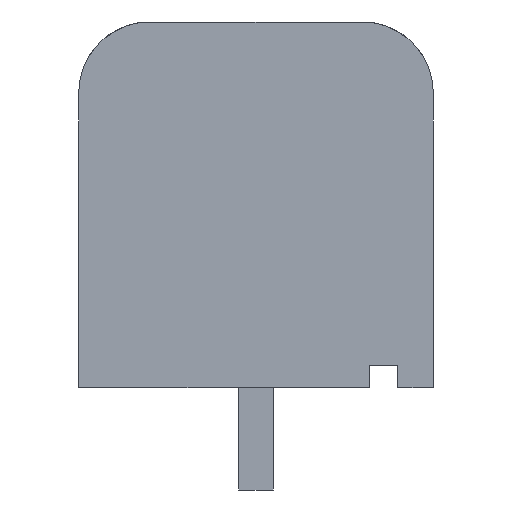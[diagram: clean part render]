
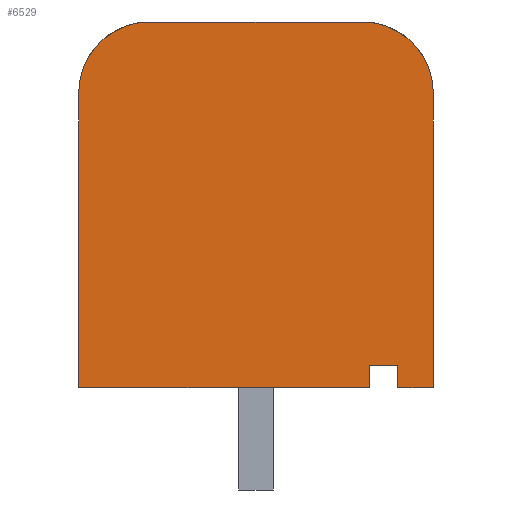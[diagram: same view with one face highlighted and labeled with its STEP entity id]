
A CAD part, left-side view. The second image highlights one B-rep face of the part: STEP entity #6529.
In plain terms, the highlighted planar face has unit normal (-1, 0, 0).
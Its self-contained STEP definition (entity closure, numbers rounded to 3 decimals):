
#129=CIRCLE('',#6689,3.175);
#159=CIRCLE('',#6738,3.175);
#534=FACE_OUTER_BOUND('',#873,.T.);
#873=EDGE_LOOP('',(#5237,#5238,#5239,#5240,#5241,#5242,#5243,#5244,#5245,
#5246));
#1151=LINE('',#9254,#1843);
#1161=LINE('',#9274,#1853);
#1171=LINE('',#9294,#1863);
#1191=LINE('',#9330,#1883);
#1369=LINE('',#10743,#2061);
#1378=LINE('',#10761,#2070);
#1385=LINE('',#10775,#2077);
#1389=LINE('',#10784,#2081);
#1843=VECTOR('',#7492,13.208);
#1853=VECTOR('',#7510,13.018);
#1863=VECTOR('',#7528,1.016);
#1883=VECTOR('',#7552,1.27);
#2061=VECTOR('',#7930,9.525);
#2070=VECTOR('',#7949,1.016);
#2077=VECTOR('',#7964,1.588);
#2081=VECTOR('',#7976,13.208);
#2427=VERTEX_POINT('',#8914);
#2428=VERTEX_POINT('',#8916);
#2554=VERTEX_POINT('',#9214);
#2555=VERTEX_POINT('',#9216);
#2565=VERTEX_POINT('',#9252);
#2571=VERTEX_POINT('',#9272);
#2577=VERTEX_POINT('',#9292);
#2591=VERTEX_POINT('',#9328);
#2743=VERTEX_POINT('',#10759);
#2746=VERTEX_POINT('',#10773);
#3033=EDGE_CURVE('',#2427,#2428,#129,.T.);
#3187=EDGE_CURVE('',#2554,#2555,#159,.T.);
#3205=EDGE_CURVE('',#2565,#2554,#1151,.T.);
#3215=EDGE_CURVE('',#2571,#2565,#1161,.T.);
#3225=EDGE_CURVE('',#2577,#2571,#1171,.T.);
#3245=EDGE_CURVE('',#2591,#2577,#1191,.T.);
#3476=EDGE_CURVE('',#2555,#2427,#1369,.T.);
#3485=EDGE_CURVE('',#2743,#2591,#1378,.T.);
#3492=EDGE_CURVE('',#2746,#2743,#1385,.T.);
#3496=EDGE_CURVE('',#2428,#2746,#1389,.T.);
#5237=ORIENTED_EDGE('',*,*,#3187,.F.);
#5238=ORIENTED_EDGE('',*,*,#3205,.F.);
#5239=ORIENTED_EDGE('',*,*,#3215,.F.);
#5240=ORIENTED_EDGE('',*,*,#3225,.F.);
#5241=ORIENTED_EDGE('',*,*,#3245,.F.);
#5242=ORIENTED_EDGE('',*,*,#3485,.F.);
#5243=ORIENTED_EDGE('',*,*,#3492,.F.);
#5244=ORIENTED_EDGE('',*,*,#3496,.F.);
#5245=ORIENTED_EDGE('',*,*,#3033,.F.);
#5246=ORIENTED_EDGE('',*,*,#3476,.F.);
#5886=PLANE('',#6989);
#6529=ADVANCED_FACE('',(#534),#5886,.F.);
#6689=AXIS2_PLACEMENT_3D('',#8917,#7230,#7231);
#6738=AXIS2_PLACEMENT_3D('',#9217,#7452,#7453);
#6989=AXIS2_PLACEMENT_3D('',#12181,#8371,#8372);
#7230=DIRECTION('center_axis',(1.,0.,0.));
#7231=DIRECTION('ref_axis',(0.,0.,1.));
#7452=DIRECTION('center_axis',(1.,0.,0.));
#7453=DIRECTION('ref_axis',(0.,1.,0.));
#7492=DIRECTION('',(0.,0.,1.));
#7510=DIRECTION('',(0.,1.,0.));
#7528=DIRECTION('',(0.,0.,-1.));
#7552=DIRECTION('',(0.,1.,0.));
#7930=DIRECTION('',(0.,-1.,0.));
#7949=DIRECTION('',(0.,0.,1.));
#7964=DIRECTION('',(0.,1.,0.));
#7976=DIRECTION('',(0.,0.,-1.));
#8371=DIRECTION('center_axis',(1.,0.,0.));
#8372=DIRECTION('ref_axis',(0.,0.,-1.));
#8914=CARTESIAN_POINT('',(-15.062,-4.763,0.));
#8916=CARTESIAN_POINT('',(-15.062,-7.938,-3.175));
#8917=CARTESIAN_POINT('Origin',(-15.062,-4.763,-3.175));
#9214=CARTESIAN_POINT('',(-15.062,7.938,-3.175));
#9216=CARTESIAN_POINT('',(-15.062,4.763,0.));
#9217=CARTESIAN_POINT('Origin',(-15.062,4.763,-3.175));
#9252=CARTESIAN_POINT('',(-15.062,7.938,-16.383));
#9254=CARTESIAN_POINT('',(-15.062,7.938,-16.383));
#9272=CARTESIAN_POINT('',(-15.062,-5.08,-16.383));
#9274=CARTESIAN_POINT('',(-15.062,-5.08,-16.383));
#9292=CARTESIAN_POINT('',(-15.062,-5.08,-15.367));
#9294=CARTESIAN_POINT('',(-15.062,-5.08,-15.367));
#9328=CARTESIAN_POINT('',(-15.062,-6.35,-15.367));
#9330=CARTESIAN_POINT('',(-15.062,-6.35,-15.367));
#10743=CARTESIAN_POINT('',(-15.062,4.763,0.));
#10759=CARTESIAN_POINT('',(-15.062,-6.35,-16.383));
#10761=CARTESIAN_POINT('',(-15.062,-6.35,-16.383));
#10773=CARTESIAN_POINT('',(-15.062,-7.938,-16.383));
#10775=CARTESIAN_POINT('',(-15.062,-7.938,-16.383));
#10784=CARTESIAN_POINT('',(-15.062,-7.938,-3.175));
#12181=CARTESIAN_POINT('Origin',(-15.062,0.,0.));
